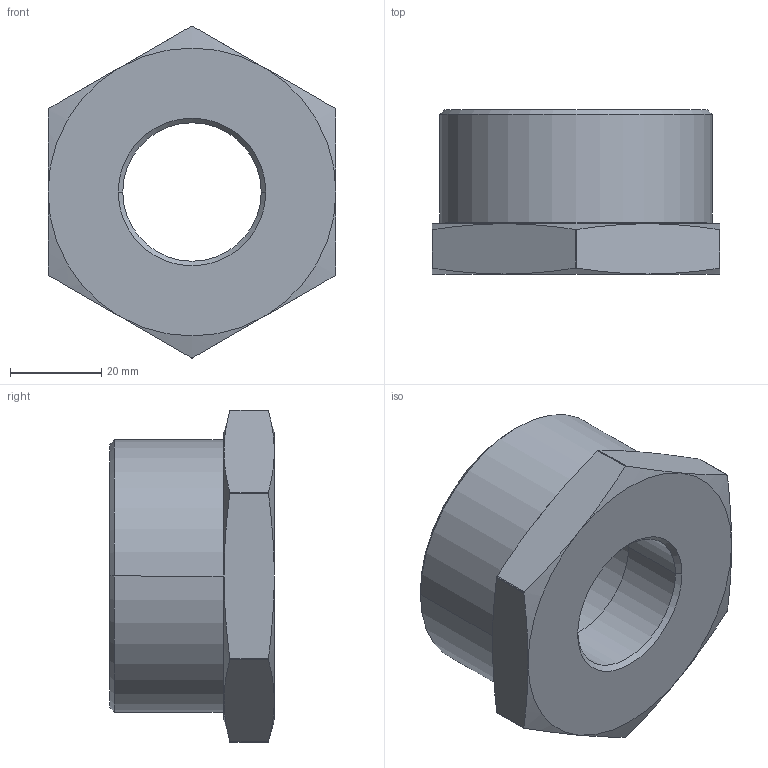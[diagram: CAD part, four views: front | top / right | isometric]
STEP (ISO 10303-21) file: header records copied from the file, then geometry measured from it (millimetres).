
FILE_DESCRIPTION (( 'STEP AP214' ), '1' );
FILE_NAME ('heco_RS-200-100-I.STEP', '2017-05-17T14:29:20', ( '' ), ( '' ), 'SwSTEP 2.0', 'SolidWorks 2016', '' );
FILE_SCHEMA (( 'AUTOMOTIVE_DESIGN' ));
Length unit declared in the file: millimetre
Products named in the file (1): heco_RS-200-100-I
Bounding box: 63 x 36 x 72.65 mm (x, y, z)
Volume: 77792.6 mm3; surface area: 15806.4 mm2
Topology: 1 solids, 1 shells, 225 faces, 571 edges, 374 vertices
Faces by surface type: bspline 97, plane 88, cylinder 20, cone 20
Entity records: 14433 total; most frequent: CARTESIAN_POINT 7876, ORIENTED_EDGE 1142, DIRECTION 623, EDGE_CURVE 571, VERTEX_POINT 374, LINE 293, VECTOR 293, EDGE_LOOP 253
